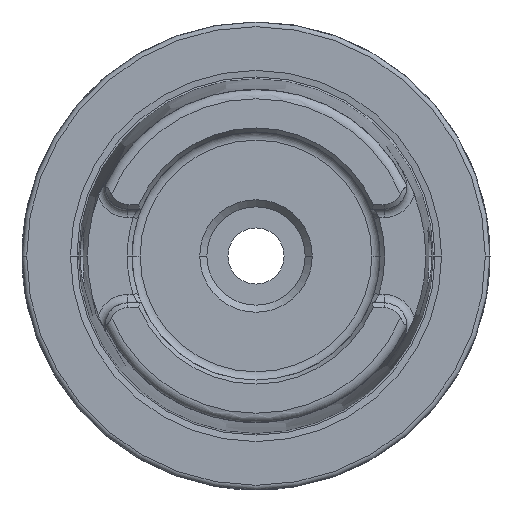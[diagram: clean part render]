
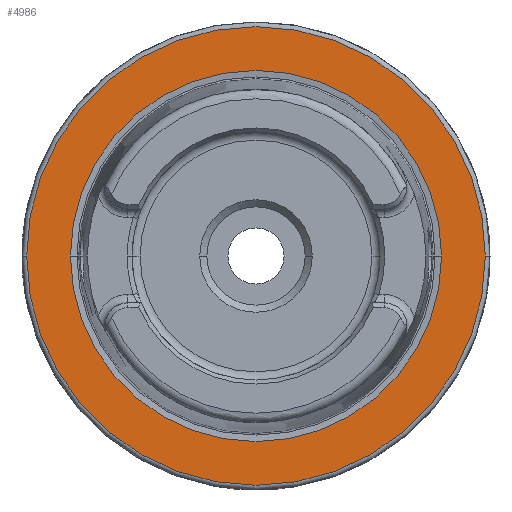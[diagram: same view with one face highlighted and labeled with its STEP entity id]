
A CAD part, left-side view. The second image highlights one B-rep face of the part: STEP entity #4986.
In plain terms, the highlighted planar face has unit normal (-1, 0, 0).
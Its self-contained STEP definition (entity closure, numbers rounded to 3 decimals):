
#152 = EDGE_CURVE ( 'NONE', #1479, #9214, #2498, .T. ) ;
#211 = ORIENTED_EDGE ( 'NONE', *, *, #152, .T. ) ;
#468 = AXIS2_PLACEMENT_3D ( 'NONE', #1012, #4504, #4558 ) ;
#480 = EDGE_CURVE ( 'NONE', #9214, #1479, #3576, .T. ) ;
#827 = CARTESIAN_POINT ( 'NONE',  ( 0., 0., 0. ) ) ;
#843 = VERTEX_POINT ( 'NONE', #8183 ) ;
#949 = CIRCLE ( 'NONE', #5715, 49. ) ;
#1012 = CARTESIAN_POINT ( 'NONE',  ( 0., 0., 0. ) ) ;
#1211 = AXIS2_PLACEMENT_3D ( 'NONE', #827, #3230, #8450 ) ;
#1479 = VERTEX_POINT ( 'NONE', #8381 ) ;
#1535 = EDGE_LOOP ( 'NONE', ( #7555, #2355 ) ) ;
#1751 = FACE_OUTER_BOUND ( 'NONE', #1535, .T. ) ;
#2081 = DIRECTION ( 'NONE',  ( 0., 0., 1. ) ) ;
#2132 = CARTESIAN_POINT ( 'NONE',  ( 0., 0., 0. ) ) ;
#2355 = ORIENTED_EDGE ( 'NONE', *, *, #6176, .F. ) ;
#2498 = CIRCLE ( 'NONE', #468, 39.647 ) ;
#2728 = DIRECTION ( 'NONE',  ( 0., 0., -1. ) ) ;
#2940 = VERTEX_POINT ( 'NONE', #6551 ) ;
#3230 = DIRECTION ( 'NONE',  ( 1., 0., 0. ) ) ;
#3278 = DIRECTION ( 'NONE',  ( -1., 0., 0. ) ) ;
#3417 = CARTESIAN_POINT ( 'NONE',  ( 0., 0., 0. ) ) ;
#3505 = EDGE_LOOP ( 'NONE', ( #211, #8229 ) ) ;
#3576 = CIRCLE ( 'NONE', #1211, 39.647 ) ;
#4059 = CARTESIAN_POINT ( 'NONE',  ( 0., 0., -39.647 ) ) ;
#4154 = EDGE_CURVE ( 'NONE', #2940, #843, #10983, .T. ) ;
#4504 = DIRECTION ( 'NONE',  ( 1., 0., 0. ) ) ;
#4558 = DIRECTION ( 'NONE',  ( 0., 0., -1. ) ) ;
#4589 = DIRECTION ( 'NONE',  ( 1., 0., 0. ) ) ;
#4705 = DIRECTION ( 'NONE',  ( 0., 0., -1. ) ) ;
#4986 = ADVANCED_FACE ( 'NONE', ( #11136, #1751 ), #5936, .T. ) ;
#5144 = AXIS2_PLACEMENT_3D ( 'NONE', #5228, #3278, #2081 ) ;
#5228 = CARTESIAN_POINT ( 'NONE',  ( 0., 39.647, 0. ) ) ;
#5715 = AXIS2_PLACEMENT_3D ( 'NONE', #2132, #4589, #4705 ) ;
#5936 = PLANE ( 'NONE',  #5144 ) ;
#6052 = AXIS2_PLACEMENT_3D ( 'NONE', #3417, #7783, #2728 ) ;
#6176 = EDGE_CURVE ( 'NONE', #843, #2940, #949, .T. ) ;
#6551 = CARTESIAN_POINT ( 'NONE',  ( 0., 0., -49. ) ) ;
#7555 = ORIENTED_EDGE ( 'NONE', *, *, #4154, .F. ) ;
#7783 = DIRECTION ( 'NONE',  ( 1., 0., 0. ) ) ;
#8183 = CARTESIAN_POINT ( 'NONE',  ( 0., 0., 49. ) ) ;
#8229 = ORIENTED_EDGE ( 'NONE', *, *, #480, .T. ) ;
#8381 = CARTESIAN_POINT ( 'NONE',  ( 0., 0., 39.647 ) ) ;
#8450 = DIRECTION ( 'NONE',  ( 0., 0., -1. ) ) ;
#9214 = VERTEX_POINT ( 'NONE', #4059 ) ;
#10983 = CIRCLE ( 'NONE', #6052, 49. ) ;
#11136 = FACE_BOUND ( 'NONE', #3505, .T. ) ;
